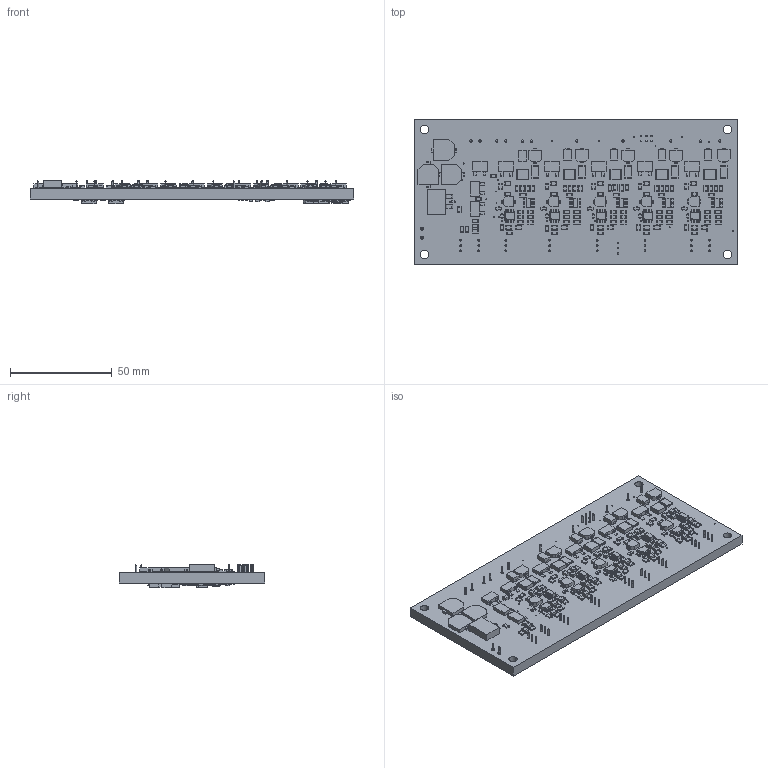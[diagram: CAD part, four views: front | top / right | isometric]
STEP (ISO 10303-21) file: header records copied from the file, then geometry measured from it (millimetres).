
FILE_DESCRIPTION(('PCB Model'),'2;1');
FILE_NAME( 'PCB2_ValveDriver_v0.STEP', '2021-07-08T14:46:51',('timof'),('Unspecified'), 'Open CASCADE STEP processor 6.8','Proteus','Unknown');
FILE_SCHEMA(('AUTOMOTIVE_DESIGN { 1 0 10303 214 1 1 1 1 }'));
Length unit declared in the file: millimetre
Products named in the file (319): Open CASCADE STEP translator 6.8 1; Layer_1; LV1; Open CASCADE STEP translator 6.8 1.2.1; Body_1; Pin_1; Pin_2; VIN_24V; Open CASCADE STEP translator 6.8 1.3.1; VIN_GND; V1LS; V1HS; IFB1; INH1; PWM1; CA1; Open CASCADE STEP translator 6.8 1.10.1; CA2; DV2; Open CASCADE STEP translator 6.8 1.12.1; CV4; Open CASCADE STEP translator 6.8 1.13.1; RV5; Open CASCADE STEP translator 6.8 1.14.1; QV1; Open CASCADE STEP translator 6.8 1.15.1; UV1; Open CASCADE STEP translator 6.8 1.16.1; RV3; Open CASCADE STEP translator 6.8 1.17.1; RV2; CV3; CV2; Open CASCADE STEP translator 6.8 1.20.1; DV1; Open CASCADE STEP translator 6.8 1.21.1; CV1; RV1; QV2; Open CASCADE STEP translator 6.8 1.24.1 ...
Assembly tree (552 placements, depth 4):
  Open CASCADE STEP translator 6.8 1
    Layer_1
    LV1
      Open CASCADE STEP translator 6.8 1.2.1
        Body_1
        Pin_1
        Pin_2
    VIN_24V
      Open CASCADE STEP translator 6.8 1.3.1
        Pin_1
    VIN_GND
      Open CASCADE STEP translator 6.8 1.3.1
        Pin_1
    V1LS
      Open CASCADE STEP translator 6.8 1.3.1
        Pin_1
    V1HS
      Open CASCADE STEP translator 6.8 1.3.1
        Pin_1
    IFB1
      Open CASCADE STEP translator 6.8 1.3.1
        Pin_1
    INH1
      Open CASCADE STEP translator 6.8 1.3.1
        Pin_1
    PWM1
      Open CASCADE STEP translator 6.8 1.3.1
        Pin_1
    CA1
      Open CASCADE STEP translator 6.8 1.10.1
        Body_1
        Pin_1
        Pin_2
    CA2
      Open CASCADE STEP translator 6.8 1.10.1
        Body_1
        Pin_1
        Pin_2
    DV2
      Open CASCADE STEP translator 6.8 1.12.1
        Body_1
        Pin_1
        Pin_2
    CV4
      Open CASCADE STEP translator 6.8 1.13.1
        Body_1
        Pin_1
        Pin_2
    RV5
      Open CASCADE STEP translator 6.8 1.14.1
        Body_1
        Pin_1
        Pin_2
    QV1
      Open CASCADE STEP translator 6.8 1.15.1
        Body_1
        Pin_1
        Pin_2
    UV1
      Open CASCADE STEP translator 6.8 1.16.1
Bounding box: 159.38 x 71.75 x 11.7 mm (x, y, z)
Volume: 63878.2 mm3; surface area: 38365.1 mm2
Topology: 690 solids, 690 shells, 5998 faces, 13640 edges, 8844 vertices
Faces by surface type: plane 4888, cylinder 926, sphere 184
Entity records: 37499 total; most frequent: DIRECTION 4761, CARTESIAN_POINT 4369, ORIENTED_EDGE 3608, EDGE_CURVE 1804, AXIS2_PLACEMENT_3D 1770, LINE 1221, VECTOR 1221, VERTEX_POINT 1186
